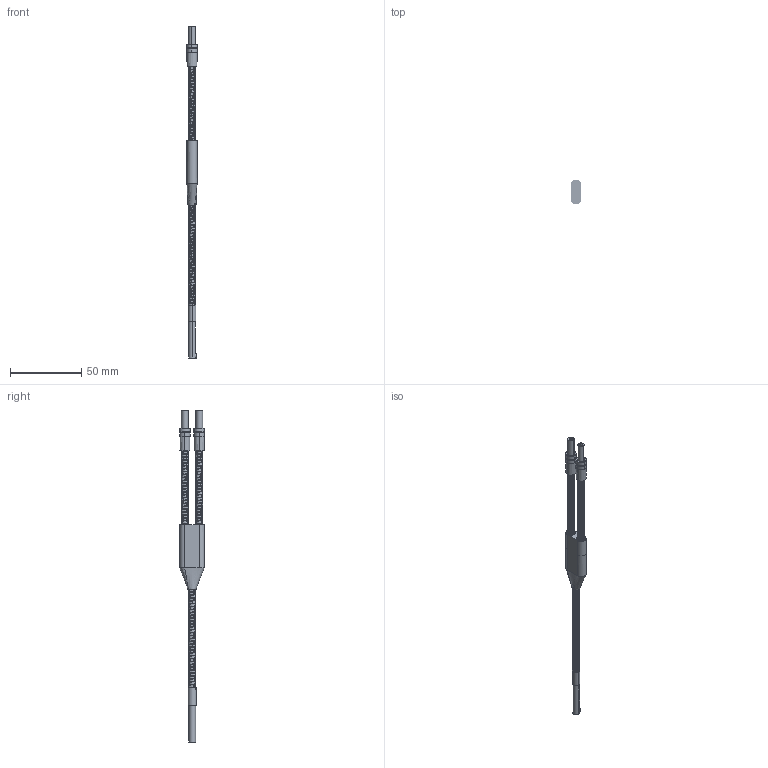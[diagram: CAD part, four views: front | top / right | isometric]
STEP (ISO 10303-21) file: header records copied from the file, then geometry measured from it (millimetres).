
FILE_DESCRIPTION((''),'2;1');
FILE_NAME('161943_ASM','2015-07-23T',('pdmadmin'),(''),'PRO/ENGINEER BY PARAMETRIC TECHNOLOGY CORPORATION, 2013230','PRO/ENGINEER BY PARAMETRIC TECHNOLOGY CORPORATION, 2013230','');
FILE_SCHEMA(('CONFIG_CONTROL_DESIGN'));
Length unit declared in the file: inch
Products named in the file (7): SS_TUBING_20_5MM; SHRINKTUBE_20X_25_ANY; SMETA_ANY; SS_TUBING_2O_5MM; COLLAR__29_ANY; TERMINUS_ANY; 161943_ASM
Assembly tree (9 placements, depth 2):
  161943_ASM
    SS_TUBING_20_5MM
    SHRINKTUBE_20X_25_ANY
    SMETA_ANY
    SS_TUBING_2O_5MM  x2
    COLLAR__29_ANY  x2
    TERMINUS_ANY  x2
Bounding box: 7.37 x 17.53 x 233.33 mm (x, y, z)
Volume: 6755.5 mm3; surface area: 18129.7 mm2
Topology: 9 solids, 9 shells, 425 faces, 877 edges, 486 vertices
Faces by surface type: bspline 338, cylinder 46, plane 37, cone 4
Entity records: 60597 total; most frequent: CARTESIAN_POINT 55493, ORIENTED_EDGE 1202, EDGE_CURVE 601, DIRECTION 578, VERTEX_POINT 334, EDGE_LOOP 303, VECTOR 290, LINE 290
